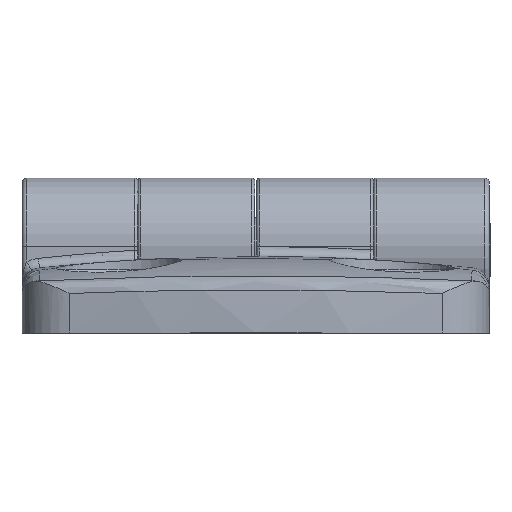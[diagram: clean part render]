
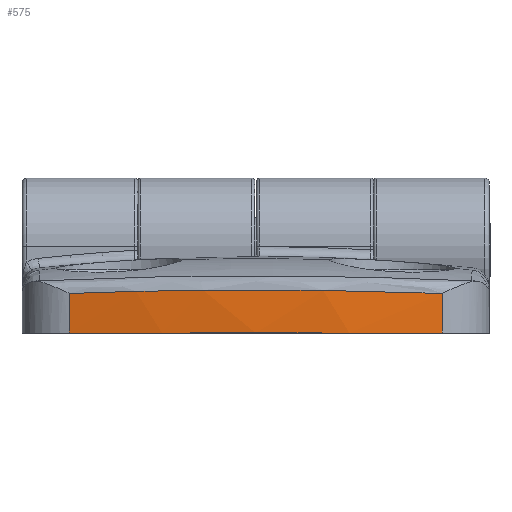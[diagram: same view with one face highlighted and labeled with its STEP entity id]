
A CAD part, top view. The second image highlights one B-rep face of the part: STEP entity #575.
In plain terms, the highlighted cylindrical face has radius 100 mm (diameter 200 mm), a partial arc.
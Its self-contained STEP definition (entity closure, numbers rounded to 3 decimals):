
#10 = CARTESIAN_POINT ( 'NONE',  ( -12.819, 4.277, -25.226 ) ) ;
#18 = ORIENTED_EDGE ( 'NONE', *, *, #4888, .T. ) ;
#228 = CARTESIAN_POINT ( 'NONE',  ( 11.168, 4.306, -25.388 ) ) ;
#342 = CARTESIAN_POINT ( 'NONE',  ( -19.149, 4.064, -24.149 ) ) ;
#547 = CARTESIAN_POINT ( 'NONE',  ( 17.565, 4.129, -24.459 ) ) ;
#575 = ADVANCED_FACE ( 'NONE', ( #2009 ), #1093, .T. ) ;
#787 = CARTESIAN_POINT ( 'NONE',  ( 0., 0., 74. ) ) ;
#986 = VERTEX_POINT ( 'NONE', #3749 ) ;
#1093 = CYLINDRICAL_SURFACE ( 'NONE', #1288, 100. ) ;
#1156 = EDGE_CURVE ( 'NONE', #3293, #986, #5334, .T. ) ;
#1288 = AXIS2_PLACEMENT_3D ( 'NONE', #3907, #3944, #2890 ) ;
#1386 = DIRECTION ( 'NONE',  ( 0., -1., 0. ) ) ;
#1387 = EDGE_CURVE ( 'NONE', #986, #2081, #4250, .T. ) ;
#1624 = CARTESIAN_POINT ( 'NONE',  ( 3.13, 4.412, -26.002 ) ) ;
#1905 = EDGE_CURVE ( 'NONE', #2023, #2081, #2223, .T. ) ;
#1928 = CARTESIAN_POINT ( 'NONE',  ( -15.989, 4.193, -24.766 ) ) ;
#2009 = FACE_OUTER_BOUND ( 'NONE', #5193, .T. ) ;
#2023 = VERTEX_POINT ( 'NONE', #342 ) ;
#2081 = VERTEX_POINT ( 'NONE', #4275 ) ;
#2223 = LINE ( 'NONE', #2406, #4751 ) ;
#2406 = CARTESIAN_POINT ( 'NONE',  ( -19.149, 15.95, -24.149 ) ) ;
#2830 = CARTESIAN_POINT ( 'NONE',  ( -6.458, 4.386, -25.842 ) ) ;
#2890 = DIRECTION ( 'NONE',  ( 0., 0., -1. ) ) ;
#2970 = AXIS2_PLACEMENT_3D ( 'NONE', #787, #5246, #4206 ) ;
#2985 = CARTESIAN_POINT ( 'NONE',  ( 19.149, 4.064, -24.149 ) ) ;
#3293 = VERTEX_POINT ( 'NONE', #4724 ) ;
#3678 = CARTESIAN_POINT ( 'NONE',  ( 6.339, 4.388, -25.851 ) ) ;
#3728 = DIRECTION ( 'NONE',  ( 0., -1., 0. ) ) ;
#3749 = CARTESIAN_POINT ( 'NONE',  ( 19.149, 0., -24.149 ) ) ;
#3883 = B_SPLINE_CURVE_WITH_KNOTS ( 'NONE', 3,
 ( #5723, #1928, #10, #2830, #5730, #1624, #3678, #228, #5225, #4350, #547, #2985 ),
 .UNSPECIFIED., .F., .F.,
 ( 4, 2, 2, 2, 2, 4 ),
 ( 0.005, 0.015, 0.024, 0.034, 0.039, 0.044 ),
 .UNSPECIFIED. ) ;
#3907 = CARTESIAN_POINT ( 'NONE',  ( 0., 7.9, 74. ) ) ;
#3944 = DIRECTION ( 'NONE',  ( 0., -1., 0. ) ) ;
#4206 = DIRECTION ( 'NONE',  ( 0., 0., -1. ) ) ;
#4250 = CIRCLE ( 'NONE', #2970, 100. ) ;
#4275 = CARTESIAN_POINT ( 'NONE',  ( -19.149, 0., -24.149 ) ) ;
#4350 = CARTESIAN_POINT ( 'NONE',  ( 15.973, 4.182, -24.729 ) ) ;
#4412 = VECTOR ( 'NONE', #3728, 1000. ) ;
#4724 = CARTESIAN_POINT ( 'NONE',  ( 19.149, 4.064, -24.149 ) ) ;
#4751 = VECTOR ( 'NONE', #1386, 1000. ) ;
#4789 = ORIENTED_EDGE ( 'NONE', *, *, #1387, .T. ) ;
#4888 = EDGE_CURVE ( 'NONE', #2023, #3293, #3883, .T. ) ;
#5193 = EDGE_LOOP ( 'NONE', ( #5219, #18, #6076, #4789 ) ) ;
#5219 = ORIENTED_EDGE ( 'NONE', *, *, #1905, .F. ) ;
#5225 = CARTESIAN_POINT ( 'NONE',  ( 12.776, 4.27, -25.194 ) ) ;
#5246 = DIRECTION ( 'NONE',  ( 0., 1., 0. ) ) ;
#5334 = LINE ( 'NONE', #5772, #4412 ) ;
#5723 = CARTESIAN_POINT ( 'NONE',  ( -19.149, 4.064, -24.149 ) ) ;
#5730 = CARTESIAN_POINT ( 'NONE',  ( -3.269, 4.412, -25.998 ) ) ;
#5772 = CARTESIAN_POINT ( 'NONE',  ( 19.149, 15.95, -24.149 ) ) ;
#6076 = ORIENTED_EDGE ( 'NONE', *, *, #1156, .T. ) ;
